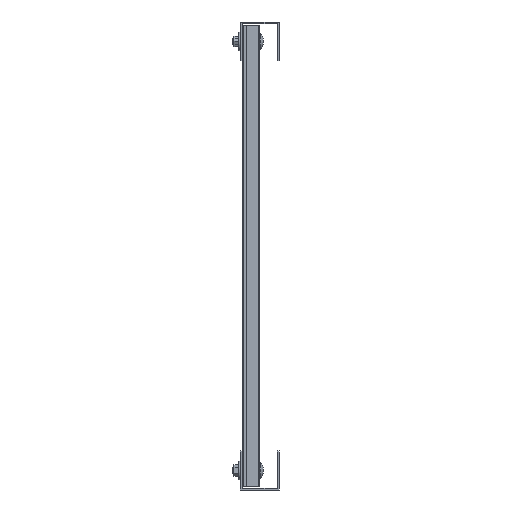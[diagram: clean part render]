
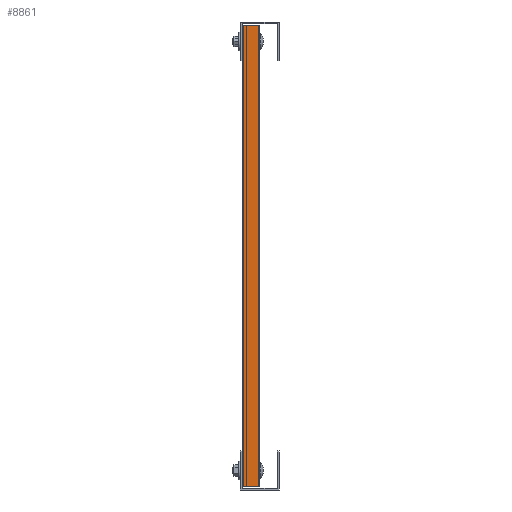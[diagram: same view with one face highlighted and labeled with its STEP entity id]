
A CAD part, left-side view. The second image highlights one B-rep face of the part: STEP entity #8861.
In plain terms, the highlighted face is planar.
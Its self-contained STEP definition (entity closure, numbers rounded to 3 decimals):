
#115 = CARTESIAN_POINT ( 'NONE',  ( 296., 4., -20. ) ) ;
#209 = CARTESIAN_POINT ( 'NONE',  ( -296., 4., -20. ) ) ;
#807 = VERTEX_POINT ( 'NONE', #1345 ) ;
#964 = VERTEX_POINT ( 'NONE', #2366 ) ;
#1230 = EDGE_CURVE ( 'NONE', #964, #807, #25639, .T. ) ;
#1345 = CARTESIAN_POINT ( 'NONE',  ( -296., 22.5, -20. ) ) ;
#2316 = DIRECTION ( 'NONE',  ( 0., -1., 0. ) ) ;
#2366 = CARTESIAN_POINT ( 'NONE',  ( -296., 18.5, -20. ) ) ;
#2437 = DIRECTION ( 'NONE',  ( -1., 0., 0. ) ) ;
#3076 = VERTEX_POINT ( 'NONE', #10870 ) ;
#3244 = DIRECTION ( 'NONE',  ( 0., 1., 0. ) ) ;
#4665 = CARTESIAN_POINT ( 'NONE',  ( 296., 4., -20. ) ) ;
#5417 = VECTOR ( 'NONE', #2437, 1000. ) ;
#5639 = EDGE_CURVE ( 'NONE', #19184, #3076, #16227, .T. ) ;
#5830 = VECTOR ( 'NONE', #2316, 1000. ) ;
#6534 = VERTEX_POINT ( 'NONE', #11439 ) ;
#6542 = VERTEX_POINT ( 'NONE', #209 ) ;
#7133 = ORIENTED_EDGE ( 'NONE', *, *, #13980, .F. ) ;
#7159 = CARTESIAN_POINT ( 'NONE',  ( -296., 4., -20. ) ) ;
#7816 = DIRECTION ( 'NONE',  ( 0., 1., 0. ) ) ;
#8524 = ORIENTED_EDGE ( 'NONE', *, *, #24436, .T. ) ;
#8861 = ADVANCED_FACE ( 'NONE', ( #24873 ), #11877, .F. ) ;
#8949 = DIRECTION ( 'NONE',  ( 0., -1., 0. ) ) ;
#9203 = VECTOR ( 'NONE', #7816, 1000. ) ;
#9218 = CARTESIAN_POINT ( 'NONE',  ( 296., 0., -20. ) ) ;
#9976 = VECTOR ( 'NONE', #27562, 1000. ) ;
#10223 = LINE ( 'NONE', #28198, #21455 ) ;
#10642 = ORIENTED_EDGE ( 'NONE', *, *, #22189, .F. ) ;
#10870 = CARTESIAN_POINT ( 'NONE',  ( 296., 18.5, -20. ) ) ;
#10904 = LINE ( 'NONE', #115, #26272 ) ;
#11439 = CARTESIAN_POINT ( 'NONE',  ( 296., 22.5, -20. ) ) ;
#11877 = PLANE ( 'NONE',  #23001 ) ;
#13155 = ORIENTED_EDGE ( 'NONE', *, *, #18344, .F. ) ;
#13980 = EDGE_CURVE ( 'NONE', #6542, #16510, #20613, .T. ) ;
#14449 = CARTESIAN_POINT ( 'NONE',  ( -296., 22.5, -20. ) ) ;
#15960 = CARTESIAN_POINT ( 'NONE',  ( 296., 4., -20. ) ) ;
#16221 = EDGE_CURVE ( 'NONE', #6542, #964, #19038, .T. ) ;
#16227 = LINE ( 'NONE', #27709, #9976 ) ;
#16510 = VERTEX_POINT ( 'NONE', #26514 ) ;
#17695 = DIRECTION ( 'NONE',  ( 0., 1., 0. ) ) ;
#18344 = EDGE_CURVE ( 'NONE', #3076, #6534, #10904, .T. ) ;
#18373 = CARTESIAN_POINT ( 'NONE',  ( 296., 0., -20. ) ) ;
#18443 = ORIENTED_EDGE ( 'NONE', *, *, #24235, .T. ) ;
#18634 = ORIENTED_EDGE ( 'NONE', *, *, #1230, .T. ) ;
#18918 = ORIENTED_EDGE ( 'NONE', *, *, #5639, .F. ) ;
#19038 = LINE ( 'NONE', #28006, #9203 ) ;
#19184 = VERTEX_POINT ( 'NONE', #15960 ) ;
#20179 = LINE ( 'NONE', #18373, #28019 ) ;
#20613 = LINE ( 'NONE', #7159, #5830 ) ;
#20739 = DIRECTION ( 'NONE',  ( 0., 0., 1. ) ) ;
#20898 = VERTEX_POINT ( 'NONE', #27107 ) ;
#20945 = ORIENTED_EDGE ( 'NONE', *, *, #16221, .T. ) ;
#21455 = VECTOR ( 'NONE', #25989, 1000. ) ;
#22189 = EDGE_CURVE ( 'NONE', #6534, #807, #10223, .T. ) ;
#23001 = AXIS2_PLACEMENT_3D ( 'NONE', #4665, #20739, #25446 ) ;
#24235 = EDGE_CURVE ( 'NONE', #20898, #16510, #24275, .T. ) ;
#24275 = LINE ( 'NONE', #9218, #5417 ) ;
#24436 = EDGE_CURVE ( 'NONE', #19184, #20898, #20179, .T. ) ;
#24489 = VECTOR ( 'NONE', #3244, 1000. ) ;
#24873 = FACE_OUTER_BOUND ( 'NONE', #28497, .T. ) ;
#25446 = DIRECTION ( 'NONE',  ( 1., 0., 0. ) ) ;
#25639 = LINE ( 'NONE', #14449, #24489 ) ;
#25989 = DIRECTION ( 'NONE',  ( -1., 0., 0. ) ) ;
#26272 = VECTOR ( 'NONE', #17695, 1000. ) ;
#26514 = CARTESIAN_POINT ( 'NONE',  ( -296., 0., -20. ) ) ;
#27107 = CARTESIAN_POINT ( 'NONE',  ( 296., 0., -20. ) ) ;
#27562 = DIRECTION ( 'NONE',  ( 0., 1., 0. ) ) ;
#27709 = CARTESIAN_POINT ( 'NONE',  ( 296., 4., -20. ) ) ;
#28006 = CARTESIAN_POINT ( 'NONE',  ( -296., 4., -20. ) ) ;
#28019 = VECTOR ( 'NONE', #8949, 1000. ) ;
#28198 = CARTESIAN_POINT ( 'NONE',  ( 296., 22.5, -20. ) ) ;
#28497 = EDGE_LOOP ( 'NONE', ( #20945, #18634, #10642, #13155, #18918, #8524, #18443, #7133 ) ) ;
